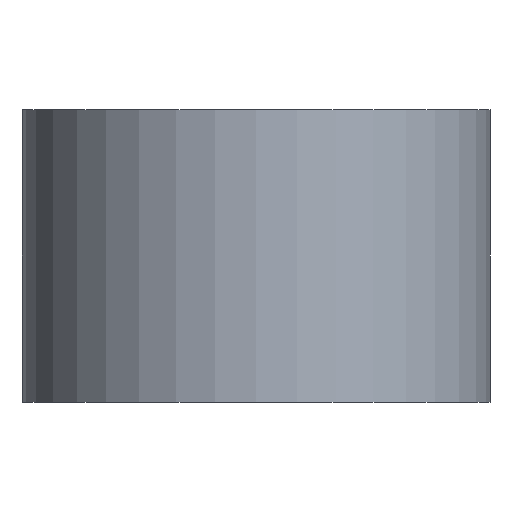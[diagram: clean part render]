
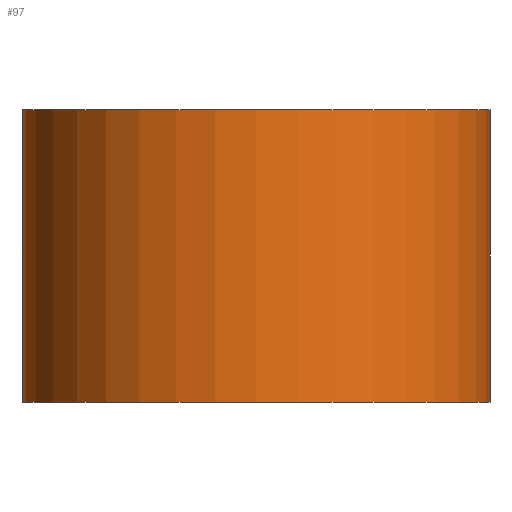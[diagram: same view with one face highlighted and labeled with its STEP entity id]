
A CAD part, front view. The second image highlights one B-rep face of the part: STEP entity #97.
In plain terms, the highlighted cylindrical face has radius 2 mm (diameter 4 mm), a partial arc.
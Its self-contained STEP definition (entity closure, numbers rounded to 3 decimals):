
#19=FACE_OUTER_BOUND('',#25,.T.);
#25=EDGE_LOOP('',(#71,#72,#73,#74));
#31=LINE('',#157,#39);
#32=LINE('',#160,#40);
#39=VECTOR('',#127,10.);
#40=VECTOR('',#130,10.);
#47=CIRCLE('',#112,2.);
#48=CIRCLE('',#113,2.);
#51=VERTEX_POINT('',#153);
#52=VERTEX_POINT('',#154);
#53=VERTEX_POINT('',#156);
#54=VERTEX_POINT('',#158);
#59=EDGE_CURVE('',#51,#52,#47,.T.);
#60=EDGE_CURVE('',#52,#53,#31,.T.);
#61=EDGE_CURVE('',#54,#53,#48,.T.);
#62=EDGE_CURVE('',#51,#54,#32,.T.);
#71=ORIENTED_EDGE('',*,*,#59,.T.);
#72=ORIENTED_EDGE('',*,*,#60,.T.);
#73=ORIENTED_EDGE('',*,*,#61,.F.);
#74=ORIENTED_EDGE('',*,*,#62,.F.);
#95=CYLINDRICAL_SURFACE('',#111,2.);
#97=ADVANCED_FACE('',(#19),#95,.T.);
#111=AXIS2_PLACEMENT_3D('',#152,#123,#124);
#112=AXIS2_PLACEMENT_3D('',#155,#125,#126);
#113=AXIS2_PLACEMENT_3D('',#159,#128,#129);
#123=DIRECTION('center_axis',(0.,0.,1.));
#124=DIRECTION('ref_axis',(-1.,0.,0.));
#125=DIRECTION('center_axis',(0.,0.,1.));
#126=DIRECTION('ref_axis',(-1.,0.,0.));
#127=DIRECTION('',(0.,0.,1.));
#128=DIRECTION('center_axis',(0.,0.,1.));
#129=DIRECTION('ref_axis',(-1.,0.,0.));
#130=DIRECTION('',(0.,0.,1.));
#152=CARTESIAN_POINT('Origin',(0.,-7.5,0.));
#153=CARTESIAN_POINT('',(-2.,-7.5,0.));
#154=CARTESIAN_POINT('',(2.,-7.5,0.));
#155=CARTESIAN_POINT('Origin',(0.,-7.5,0.));
#156=CARTESIAN_POINT('',(2.,-7.5,2.5));
#157=CARTESIAN_POINT('',(2.,-7.5,0.));
#158=CARTESIAN_POINT('',(-2.,-7.5,2.5));
#159=CARTESIAN_POINT('Origin',(0.,-7.5,2.5));
#160=CARTESIAN_POINT('',(-2.,-7.5,0.));
